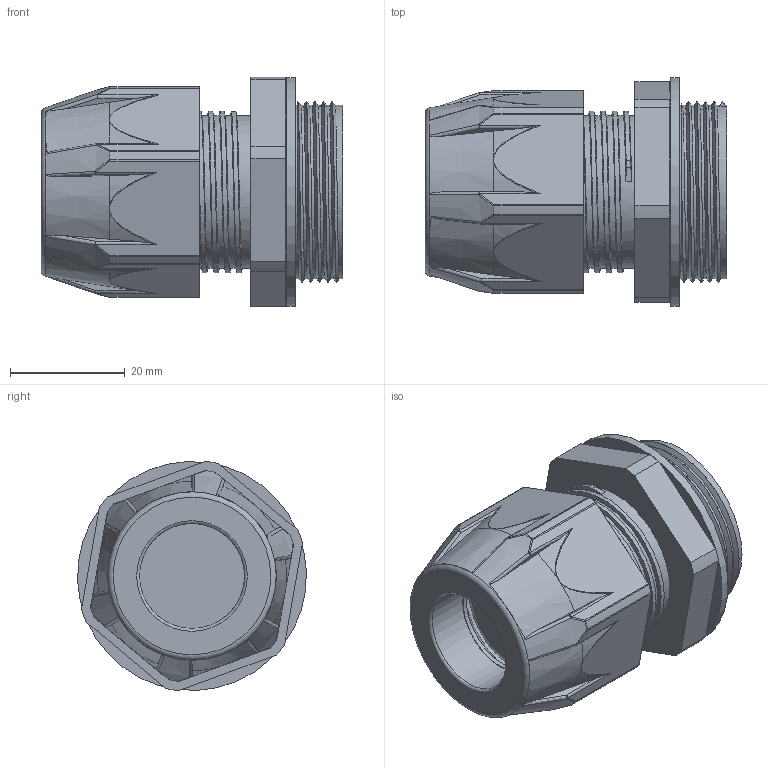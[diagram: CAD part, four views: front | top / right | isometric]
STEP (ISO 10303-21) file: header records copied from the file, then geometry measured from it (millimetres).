
FILE_DESCRIPTION(/* description */ ('Euro-Top-X-4.Generation M32x1,5, Ex e'),/* implementation_level */ '2;1');
FILE_NAME(/* name */ '85080525M32X4HISI-RST.stp',/* time_stamp */ '2021-05-03T13:40:15+02:00',/* author */ ('sl'),/* organization */ (''),/* preprocessor_version */ 'ST-DEVELOPER v16.5',/* originating_system */ 'Autodesk Inventor 2017',/* authorisation */ '');
FILE_SCHEMA (('AUTOMOTIVE_DESIGN { 1 0 10303 214 3 1 1 }'));
Length unit declared in the file: millimetre
Products named in the file (6): 85080525M32X4HISI; 85080525M32X4HI; 85080525M32X4HISI_1; 85080525M32X4HI_1; 85080525M32X4HISI_2; 85080525M32X4HI_2
Assembly tree (5 placements, depth 2):
  85080525M32X4HISI
    85080525M32X4HI
    85080525M32X4HISI_1
    85080525M32X4HI_1
    85080525M32X4HISI_2
    85080525M32X4HI_2
Bounding box: 52.67 x 39.92 x 40.04 mm (x, y, z)
Volume: 28602.2 mm3; surface area: 20069.7 mm2
Topology: 5 solids, 5 shells, 352 faces, 944 edges, 597 vertices
Faces by surface type: plane 115, cylinder 112, bspline 54, torus 27, sphere 24, cone 20
Full cylindrical faces by diameter (mm): 18.32 x2, 18.6 x1, 18.65 x1, 18.82 x1, 21.42 x1, 22.5 x1, 22.6 x1, 25.58 x1, 26.7 x6, 27.13 x6, 28.652 x6, 30.248 x5, 30.68 x1, 39.97 x1
Entity records: 15024 total; most frequent: CARTESIAN_POINT 6805, ORIENTED_EDGE 1682, DIRECTION 1615, EDGE_CURVE 841, AXIS2_PLACEMENT_3D 665, VERTEX_POINT 550, CIRCLE 372, EDGE_LOOP 371
